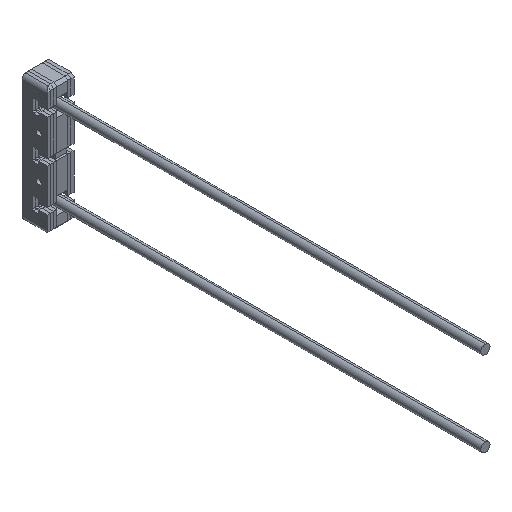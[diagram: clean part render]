
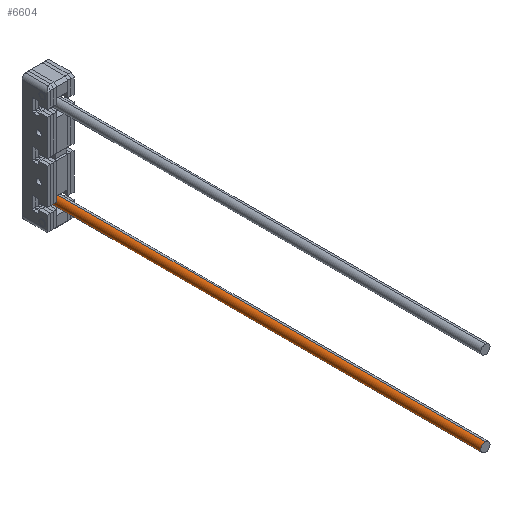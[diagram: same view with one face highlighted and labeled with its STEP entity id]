
A CAD part, isometric view. The second image highlights one B-rep face of the part: STEP entity #6604.
In plain terms, the highlighted cylindrical face has radius 2.145 mm (diameter 4.29 mm), a partial arc.
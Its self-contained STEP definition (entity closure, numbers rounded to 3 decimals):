
#154 = ORIENTED_EDGE ( 'NONE', *, *, #6086, .F. ) ;
#313 = FACE_OUTER_BOUND ( 'NONE', #3228, .T. ) ;
#493 = LINE ( 'NONE', #7013, #4508 ) ;
#646 = AXIS2_PLACEMENT_3D ( 'NONE', #5774, #2781, #7544 ) ;
#723 = DIRECTION ( 'NONE',  ( 0., 0., -1. ) ) ;
#1001 = CIRCLE ( 'NONE', #7063, 2.145 ) ;
#1065 = VERTEX_POINT ( 'NONE', #3448 ) ;
#1092 = ORIENTED_EDGE ( 'NONE', *, *, #4402, .T. ) ;
#1418 = LINE ( 'NONE', #1971, #2389 ) ;
#1666 = VERTEX_POINT ( 'NONE', #3230 ) ;
#1957 = DIRECTION ( 'NONE',  ( 0., -1., 0. ) ) ;
#1971 = CARTESIAN_POINT ( 'NONE',  ( 0., -207., 2.145 ) ) ;
#2232 = EDGE_CURVE ( 'NONE', #6286, #1065, #1418, .T. ) ;
#2389 = VECTOR ( 'NONE', #4395, 1000. ) ;
#2781 = DIRECTION ( 'NONE',  ( 0., 1., 0. ) ) ;
#2913 = EDGE_CURVE ( 'NONE', #1666, #4338, #493, .T. ) ;
#2921 = DIRECTION ( 'NONE',  ( 0., 1., 0. ) ) ;
#3189 = CIRCLE ( 'NONE', #4448, 2.145 ) ;
#3228 = EDGE_LOOP ( 'NONE', ( #4279, #154, #4222, #1092 ) ) ;
#3230 = CARTESIAN_POINT ( 'NONE',  ( 0., -207., -2.145 ) ) ;
#3380 = CYLINDRICAL_SURFACE ( 'NONE', #646, 2.145 ) ;
#3448 = CARTESIAN_POINT ( 'NONE',  ( 0., -3., 2.145 ) ) ;
#3499 = CARTESIAN_POINT ( 'NONE',  ( 0., -207., 0. ) ) ;
#3538 = DIRECTION ( 'NONE',  ( 0., -1., 0. ) ) ;
#3729 = CARTESIAN_POINT ( 'NONE',  ( 0., -207., 2.145 ) ) ;
#4222 = ORIENTED_EDGE ( 'NONE', *, *, #2232, .T. ) ;
#4279 = ORIENTED_EDGE ( 'NONE', *, *, #2913, .F. ) ;
#4338 = VERTEX_POINT ( 'NONE', #7052 ) ;
#4395 = DIRECTION ( 'NONE',  ( 0., 1., 0. ) ) ;
#4402 = EDGE_CURVE ( 'NONE', #1065, #4338, #1001, .T. ) ;
#4448 = AXIS2_PLACEMENT_3D ( 'NONE', #3499, #3538, #5936 ) ;
#4508 = VECTOR ( 'NONE', #2921, 1000. ) ;
#4972 = CARTESIAN_POINT ( 'NONE',  ( 0., -3., 0. ) ) ;
#5774 = CARTESIAN_POINT ( 'NONE',  ( 0., -207., 0. ) ) ;
#5936 = DIRECTION ( 'NONE',  ( 0., 0., -1. ) ) ;
#6086 = EDGE_CURVE ( 'NONE', #6286, #1666, #3189, .T. ) ;
#6286 = VERTEX_POINT ( 'NONE', #3729 ) ;
#6604 = ADVANCED_FACE ( 'NONE', ( #313 ), #3380, .T. ) ;
#7013 = CARTESIAN_POINT ( 'NONE',  ( 0., -207., -2.145 ) ) ;
#7052 = CARTESIAN_POINT ( 'NONE',  ( 0., -3., -2.145 ) ) ;
#7063 = AXIS2_PLACEMENT_3D ( 'NONE', #4972, #1957, #723 ) ;
#7544 = DIRECTION ( 'NONE',  ( 0., 0., 1. ) ) ;
